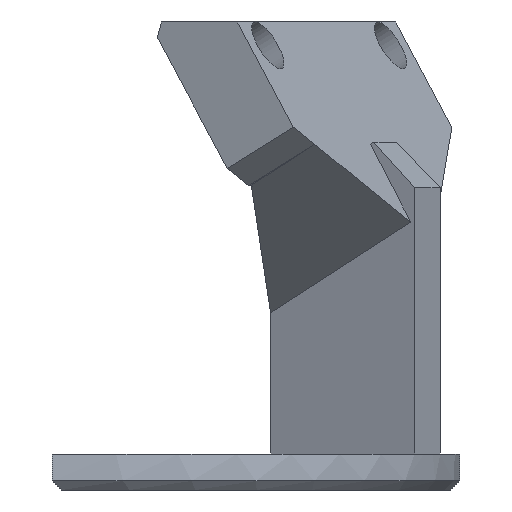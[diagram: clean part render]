
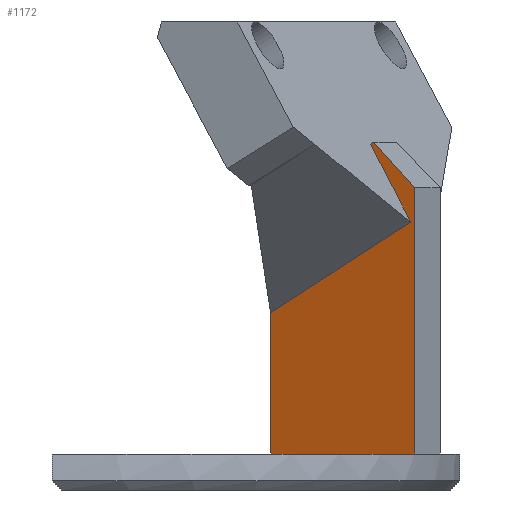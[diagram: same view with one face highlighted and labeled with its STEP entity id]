
A CAD part, front view. The second image highlights one B-rep face of the part: STEP entity #1172.
In plain terms, the highlighted planar face has unit normal (-0.457, -0.889, 0).
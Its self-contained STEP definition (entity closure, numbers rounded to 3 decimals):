
#36 = LINE ( 'NONE', #1556, #1525 ) ;
#55 = EDGE_CURVE ( 'NONE', #1137, #1463, #1369, .T. ) ;
#69 = ORIENTED_EDGE ( 'NONE', *, *, #411, .T. ) ;
#70 = VERTEX_POINT ( 'NONE', #1383 ) ;
#125 = EDGE_CURVE ( 'NONE', #1469, #1137, #1670, .T. ) ;
#130 = DIRECTION ( 'NONE',  ( 0.457, 0.889, 0. ) ) ;
#132 = ORIENTED_EDGE ( 'NONE', *, *, #1278, .F. ) ;
#142 = CARTESIAN_POINT ( 'NONE',  ( 20.125, -10.349, 16.786 ) ) ;
#165 = ORIENTED_EDGE ( 'NONE', *, *, #55, .T. ) ;
#178 = EDGE_CURVE ( 'NONE', #482, #958, #1868, .T. ) ;
#223 = VECTOR ( 'NONE', #932, 1000. ) ;
#251 = DIRECTION ( 'NONE',  ( -0.771, 0.396, -0.499 ) ) ;
#371 = EDGE_LOOP ( 'NONE', ( #1180, #1332, #1287, #165, #1049, #69, #132, #1491 ) ) ;
#384 = VECTOR ( 'NONE', #1221, 1000. ) ;
#387 = VECTOR ( 'NONE', #747, 1000. ) ;
#411 = EDGE_CURVE ( 'NONE', #705, #70, #1405, .T. ) ;
#433 = PLANE ( 'NONE',  #1552 ) ;
#478 = CARTESIAN_POINT ( 'NONE',  ( 17.615, -9.058, 19.6 ) ) ;
#482 = VERTEX_POINT ( 'NONE', #142 ) ;
#515 = DIRECTION ( 'NONE',  ( 0.889, -0.457, 0. ) ) ;
#553 = VECTOR ( 'NONE', #1384, 1000. ) ;
#705 = VERTEX_POINT ( 'NONE', #1478 ) ;
#747 = DIRECTION ( 'NONE',  ( -0.63, 0.324, 0.706 ) ) ;
#767 = LINE ( 'NONE', #1800, #384 ) ;
#805 = CARTESIAN_POINT ( 'NONE',  ( 20.125, -10.349, 26. ) ) ;
#859 = VECTOR ( 'NONE', #251, 1000. ) ;
#903 = CARTESIAN_POINT ( 'NONE',  ( 12.121, -6.233, 2. ) ) ;
#932 = DIRECTION ( 'NONE',  ( 0., 0., -1. ) ) ;
#958 = VERTEX_POINT ( 'NONE', #1235 ) ;
#965 = CARTESIAN_POINT ( 'NONE',  ( 12.121, -6.233, 26. ) ) ;
#984 = CARTESIAN_POINT ( 'NONE',  ( 16.347, -8.406, 12.573 ) ) ;
#990 = CARTESIAN_POINT ( 'NONE',  ( 17.682, -9.093, 19.206 ) ) ;
#991 = EDGE_CURVE ( 'NONE', #1086, #1469, #767, .T. ) ;
#1000 = CARTESIAN_POINT ( 'NONE',  ( 12.121, -6.233, 26. ) ) ;
#1049 = ORIENTED_EDGE ( 'NONE', *, *, #1407, .T. ) ;
#1081 = VECTOR ( 'NONE', #515, 1000. ) ;
#1086 = VERTEX_POINT ( 'NONE', #990 ) ;
#1100 = EDGE_CURVE ( 'NONE', #1086, #958, #36, .T. ) ;
#1123 = CARTESIAN_POINT ( 'NONE',  ( 12.121, -6.233, 2. ) ) ;
#1137 = VERTEX_POINT ( 'NONE', #1869 ) ;
#1143 = DIRECTION ( 'NONE',  ( -0.889, 0.457, 0. ) ) ;
#1164 = DIRECTION ( 'NONE',  ( 0.771, -0.396, 0.499 ) ) ;
#1172 = ADVANCED_FACE ( 'NONE', ( #1826 ), #433, .F. ) ;
#1180 = ORIENTED_EDGE ( 'NONE', *, *, #1100, .F. ) ;
#1221 = DIRECTION ( 'NONE',  ( 0.446, -0.229, -0.865 ) ) ;
#1235 = CARTESIAN_POINT ( 'NONE',  ( 17.862, -9.185, 19.322 ) ) ;
#1258 = CARTESIAN_POINT ( 'NONE',  ( 12.121, -6.233, 2. ) ) ;
#1264 = DIRECTION ( 'NONE',  ( 0.889, -0.457, 0. ) ) ;
#1278 = EDGE_CURVE ( 'NONE', #482, #70, #1392, .T. ) ;
#1287 = ORIENTED_EDGE ( 'NONE', *, *, #125, .T. ) ;
#1314 = VECTOR ( 'NONE', #1264, 1000. ) ;
#1330 = CARTESIAN_POINT ( 'NONE',  ( 19.911, -10.239, 14.879 ) ) ;
#1332 = ORIENTED_EDGE ( 'NONE', *, *, #991, .T. ) ;
#1369 = LINE ( 'NONE', #965, #223 ) ;
#1383 = CARTESIAN_POINT ( 'NONE',  ( 20.125, -10.349, 2. ) ) ;
#1384 = DIRECTION ( 'NONE',  ( 0., 0., -1. ) ) ;
#1392 = LINE ( 'NONE', #805, #553 ) ;
#1405 = LINE ( 'NONE', #1123, #1314 ) ;
#1407 = EDGE_CURVE ( 'NONE', #1463, #705, #1456, .T. ) ;
#1456 = LINE ( 'NONE', #1258, #1081 ) ;
#1463 = VERTEX_POINT ( 'NONE', #903 ) ;
#1469 = VERTEX_POINT ( 'NONE', #1330 ) ;
#1478 = CARTESIAN_POINT ( 'NONE',  ( 16.068, -8.263, 2. ) ) ;
#1491 = ORIENTED_EDGE ( 'NONE', *, *, #178, .T. ) ;
#1525 = VECTOR ( 'NONE', #1164, 1000. ) ;
#1552 = AXIS2_PLACEMENT_3D ( 'NONE', #1000, #130, #1143 ) ;
#1556 = CARTESIAN_POINT ( 'NONE',  ( 16.116, -8.287, 18.193 ) ) ;
#1670 = LINE ( 'NONE', #984, #859 ) ;
#1800 = CARTESIAN_POINT ( 'NONE',  ( 17.863, -9.186, 18.854 ) ) ;
#1826 = FACE_OUTER_BOUND ( 'NONE', #371, .T. ) ;
#1868 = LINE ( 'NONE', #478, #387 ) ;
#1869 = CARTESIAN_POINT ( 'NONE',  ( 12.121, -6.233, 9.839 ) ) ;
